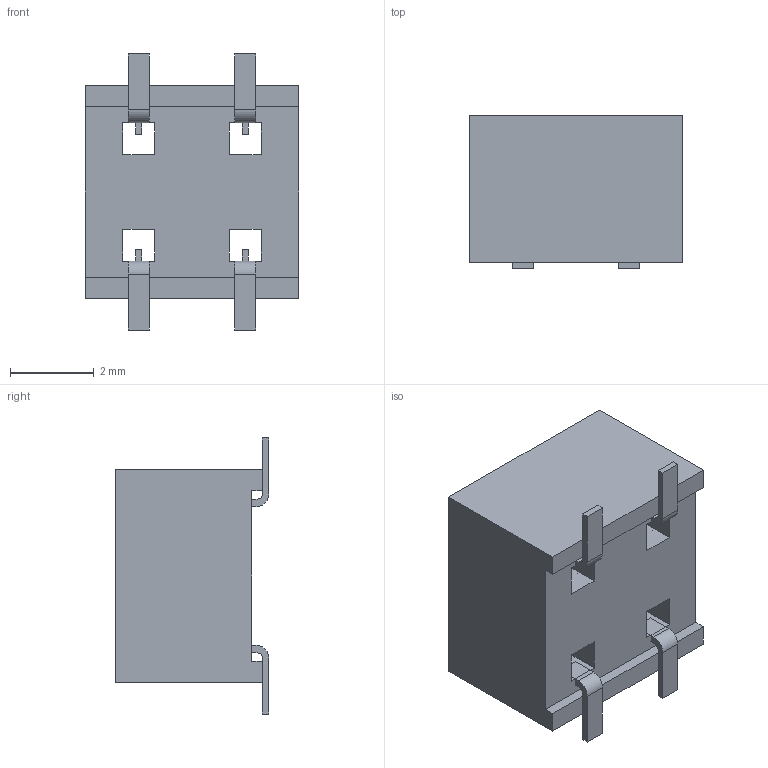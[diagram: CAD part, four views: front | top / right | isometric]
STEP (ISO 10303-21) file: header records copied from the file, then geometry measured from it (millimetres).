
FILE_DESCRIPTION( ( 'STEP AP214' ), '1' );
FILE_NAME( 'HLE-102-02-F-DV.stp', '2021-04-15T13:48:48', ( 'License CC BY-ND 4.0' ), ( 'CADENAS' ), ' ', 'PARTsolutions', ' ' );
FILE_SCHEMA( ( 'AUTOMOTIVE_DESIGN { 1 0 10303 214 1 1 1 1 }' ) );
Length unit declared in the file: inch
Products named in the file (3): HLE-102-02-F-DV; _HLE-102-02-DV_socket; _C-132-12-02-DV
Assembly tree (2 placements, depth 2):
  HLE-102-02-F-DV
    _HLE-102-02-DV_socket
    _C-132-12-02-DV
Bounding box: 5.08 x 3.66 x 6.58 mm (x, y, z)
Volume: 94.3 mm3; surface area: 262.1 mm2
Topology: 2 solids, 2 shells, 121 faces, 332 edges, 216 vertices
Faces by surface type: plane 113, cylinder 8
Entity records: 4812 total; most frequent: CARTESIAN_POINT 672, ORIENTED_EDGE 664, DIRECTION 596, EDGE_CURVE 332, LINE 316, VECTOR 316, VERTEX_POINT 216, AXIS2_PLACEMENT_3D 140
